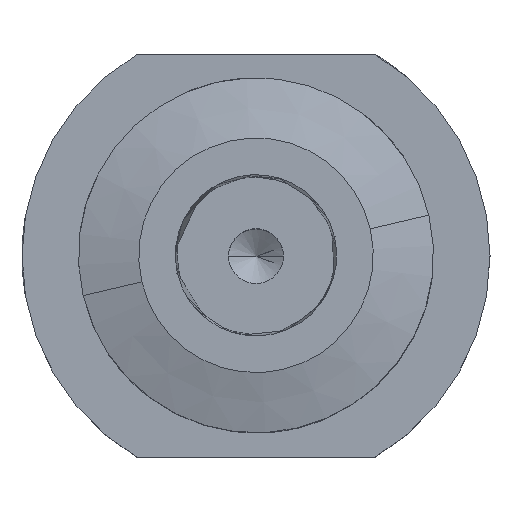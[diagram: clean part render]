
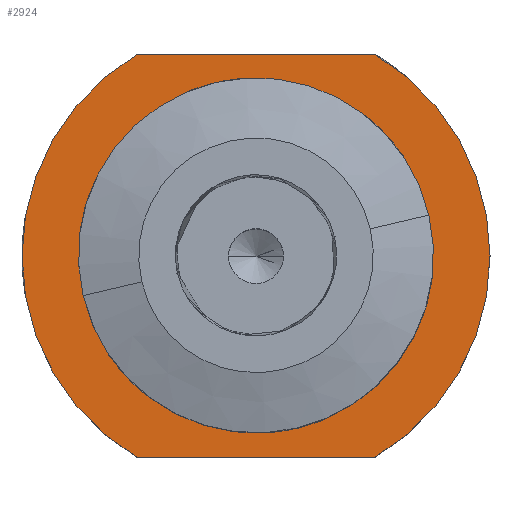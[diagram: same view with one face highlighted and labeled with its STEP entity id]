
A CAD part, top view. The second image highlights one B-rep face of the part: STEP entity #2924.
In plain terms, the highlighted planar face has unit normal (0, 0, 1).
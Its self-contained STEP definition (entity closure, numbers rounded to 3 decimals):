
#2 = ORIENTED_EDGE ( 'NONE', *, *, #6656, .T. ) ;
#33 = LINE ( 'NONE', #750, #5519 ) ;
#97 = ORIENTED_EDGE ( 'NONE', *, *, #4859, .T. ) ;
#110 = CARTESIAN_POINT ( 'NONE',  ( 14.697, 25., 66. ) ) ;
#284 = ORIENTED_EDGE ( 'NONE', *, *, #6189, .F. ) ;
#306 = CARTESIAN_POINT ( 'NONE',  ( 0., 0., 66. ) ) ;
#420 = CARTESIAN_POINT ( 'NONE',  ( 0., 0., 66. ) ) ;
#510 = CARTESIAN_POINT ( 'NONE',  ( 0., 0., 66. ) ) ;
#514 = CARTESIAN_POINT ( 'NONE',  ( -16.5, 0., 66. ) ) ;
#643 = VERTEX_POINT ( 'NONE', #1761 ) ;
#676 = VERTEX_POINT ( 'NONE', #3919 ) ;
#750 = CARTESIAN_POINT ( 'NONE',  ( 0., 25., 66. ) ) ;
#821 = DIRECTION ( 'NONE',  ( 1., 0., 0. ) ) ;
#865 = CARTESIAN_POINT ( 'NONE',  ( 0., 0., 66. ) ) ;
#934 = VERTEX_POINT ( 'NONE', #4655 ) ;
#937 = VERTEX_POINT ( 'NONE', #514 ) ;
#979 = CIRCLE ( 'NONE', #1908, 16.5 ) ;
#1246 = EDGE_CURVE ( 'NONE', #4304, #676, #6263, .T. ) ;
#1254 = VECTOR ( 'NONE', #2961, 1000. ) ;
#1761 = CARTESIAN_POINT ( 'NONE',  ( -14.697, 25., 66. ) ) ;
#1901 = AXIS2_PLACEMENT_3D ( 'NONE', #4061, #6134, #3043 ) ;
#1908 = AXIS2_PLACEMENT_3D ( 'NONE', #420, #4026, #3517 ) ;
#1910 = VERTEX_POINT ( 'NONE', #110 ) ;
#1925 = DIRECTION ( 'NONE',  ( 0., 0., 1. ) ) ;
#1986 = ORIENTED_EDGE ( 'NONE', *, *, #2205, .F. ) ;
#2090 = AXIS2_PLACEMENT_3D ( 'NONE', #306, #3920, #821 ) ;
#2205 = EDGE_CURVE ( 'NONE', #643, #1910, #33, .T. ) ;
#2452 = CIRCLE ( 'NONE', #3236, 29. ) ;
#2547 = FACE_BOUND ( 'NONE', #3853, .T. ) ;
#2581 = ORIENTED_EDGE ( 'NONE', *, *, #5096, .T. ) ;
#2834 = DIRECTION ( 'NONE',  ( 1., 0., 0. ) ) ;
#2924 = ADVANCED_FACE ( 'NONE', ( #5116, #2547 ), #6158, .T. ) ;
#2961 = DIRECTION ( 'NONE',  ( -1., 0., 0. ) ) ;
#3043 = DIRECTION ( 'NONE',  ( 1., 0., 0. ) ) ;
#3230 = DIRECTION ( 'NONE',  ( 0., 0., 1. ) ) ;
#3236 = AXIS2_PLACEMENT_3D ( 'NONE', #865, #1925, #5942 ) ;
#3365 = CARTESIAN_POINT ( 'NONE',  ( 16.5, 0., 66. ) ) ;
#3485 = EDGE_CURVE ( 'NONE', #4334, #937, #6391, .T. ) ;
#3517 = DIRECTION ( 'NONE',  ( 1., 0., 0. ) ) ;
#3587 = ORIENTED_EDGE ( 'NONE', *, *, #3485, .F. ) ;
#3651 = ORIENTED_EDGE ( 'NONE', *, *, #1246, .F. ) ;
#3720 = AXIS2_PLACEMENT_3D ( 'NONE', #510, #4652, #4167 ) ;
#3743 = DIRECTION ( 'NONE',  ( 1., 0., 0. ) ) ;
#3853 = EDGE_LOOP ( 'NONE', ( #3587, #284 ) ) ;
#3919 = CARTESIAN_POINT ( 'NONE',  ( -14.697, -25., 66. ) ) ;
#3920 = DIRECTION ( 'NONE',  ( 0., 0., 1. ) ) ;
#4018 = CARTESIAN_POINT ( 'NONE',  ( 0., -25., 66. ) ) ;
#4026 = DIRECTION ( 'NONE',  ( 0., 0., 1. ) ) ;
#4061 = CARTESIAN_POINT ( 'NONE',  ( 0., 0., 66. ) ) ;
#4167 = DIRECTION ( 'NONE',  ( 1., 0., 0. ) ) ;
#4304 = VERTEX_POINT ( 'NONE', #4883 ) ;
#4334 = VERTEX_POINT ( 'NONE', #3365 ) ;
#4554 = CIRCLE ( 'NONE', #5011, 29. ) ;
#4652 = DIRECTION ( 'NONE',  ( 0., 0., 1. ) ) ;
#4655 = CARTESIAN_POINT ( 'NONE',  ( -29., 0., 66. ) ) ;
#4859 = EDGE_CURVE ( 'NONE', #643, #934, #5507, .T. ) ;
#4883 = CARTESIAN_POINT ( 'NONE',  ( 14.697, -25., 66. ) ) ;
#5011 = AXIS2_PLACEMENT_3D ( 'NONE', #6329, #3230, #3743 ) ;
#5096 = EDGE_CURVE ( 'NONE', #934, #676, #4554, .T. ) ;
#5116 = FACE_OUTER_BOUND ( 'NONE', #5267, .T. ) ;
#5267 = EDGE_LOOP ( 'NONE', ( #1986, #97, #2581, #3651, #2 ) ) ;
#5507 = CIRCLE ( 'NONE', #1901, 29. ) ;
#5519 = VECTOR ( 'NONE', #2834, 1000. ) ;
#5942 = DIRECTION ( 'NONE',  ( 1., 0., 0. ) ) ;
#6134 = DIRECTION ( 'NONE',  ( 0., 0., 1. ) ) ;
#6158 = PLANE ( 'NONE',  #3720 ) ;
#6189 = EDGE_CURVE ( 'NONE', #937, #4334, #979, .T. ) ;
#6263 = LINE ( 'NONE', #4018, #1254 ) ;
#6329 = CARTESIAN_POINT ( 'NONE',  ( 0., 0., 66. ) ) ;
#6391 = CIRCLE ( 'NONE', #2090, 16.5 ) ;
#6656 = EDGE_CURVE ( 'NONE', #4304, #1910, #2452, .T. ) ;
